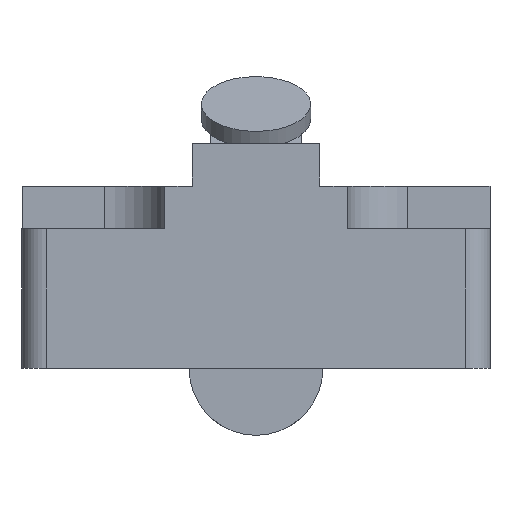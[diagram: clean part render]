
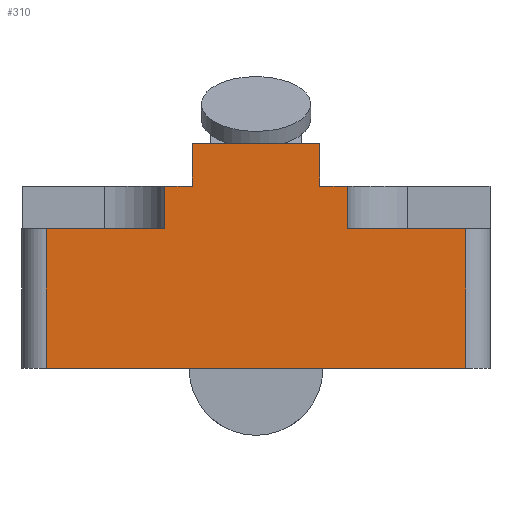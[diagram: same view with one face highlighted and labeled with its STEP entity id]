
A CAD part, left-side view. The second image highlights one B-rep face of the part: STEP entity #310.
In plain terms, the highlighted planar face has unit normal (-1, 0, 0).
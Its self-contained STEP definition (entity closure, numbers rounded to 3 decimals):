
#310 = ADVANCED_FACE( '', ( #432 ), #433, .F. );
#432 = FACE_OUTER_BOUND( '', #685, .T. );
#433 = PLANE( '', #686 );
#685 = EDGE_LOOP( '', ( #1081, #1082, #1083, #1084, #1085, #1086, #1087, #1088, #1089, #1090, #1091, #1092 ) );
#686 = AXIS2_PLACEMENT_3D( '', #1093, #1094, #1095 );
#1081 = ORIENTED_EDGE( '', *, *, #1446, .F. );
#1082 = ORIENTED_EDGE( '', *, *, #1460, .T. );
#1083 = ORIENTED_EDGE( '', *, *, #1533, .T. );
#1084 = ORIENTED_EDGE( '', *, *, #1534, .T. );
#1085 = ORIENTED_EDGE( '', *, *, #1527, .F. );
#1086 = ORIENTED_EDGE( '', *, *, #1535, .F. );
#1087 = ORIENTED_EDGE( '', *, *, #1522, .F. );
#1088 = ORIENTED_EDGE( '', *, *, #1536, .T. );
#1089 = ORIENTED_EDGE( '', *, *, #1431, .T. );
#1090 = ORIENTED_EDGE( '', *, *, #1537, .F. );
#1091 = ORIENTED_EDGE( '', *, *, #1412, .F. );
#1092 = ORIENTED_EDGE( '', *, *, #1538, .T. );
#1093 = CARTESIAN_POINT( '', ( -65., 38.5, 23. ) );
#1094 = DIRECTION( '', ( 1., 0., 0. ) );
#1095 = DIRECTION( '', ( 0., 1., 0. ) );
#1412 = EDGE_CURVE( '', #1607, #1609, #1610, .T. );
#1431 = EDGE_CURVE( '', #1644, #1642, #1645, .T. );
#1446 = EDGE_CURVE( '', #1669, #1671, #1672, .T. );
#1460 = EDGE_CURVE( '', #1669, #1695, #1697, .T. );
#1522 = EDGE_CURVE( '', #1792, #1794, #1795, .T. );
#1527 = EDGE_CURVE( '', #1802, #1803, #1804, .T. );
#1533 = EDGE_CURVE( '', #1695, #1814, #1815, .T. );
#1534 = EDGE_CURVE( '', #1814, #1803, #1816, .F. );
#1535 = EDGE_CURVE( '', #1794, #1802, #1817, .T. );
#1536 = EDGE_CURVE( '', #1792, #1644, #1818, .T. );
#1537 = EDGE_CURVE( '', #1609, #1642, #1819, .T. );
#1538 = EDGE_CURVE( '', #1607, #1671, #1820, .T. );
#1607 = VERTEX_POINT( '', #1924 );
#1609 = VERTEX_POINT( '', #1927 );
#1610 = LINE( '', #1928, #1929 );
#1642 = VERTEX_POINT( '', #1977 );
#1644 = VERTEX_POINT( '', #1980 );
#1645 = LINE( '', #1981, #1982 );
#1669 = VERTEX_POINT( '', #2016 );
#1671 = VERTEX_POINT( '', #2018 );
#1672 = LINE( '', #2019, #2020 );
#1695 = VERTEX_POINT( '', #2072 );
#1697 = LINE( '', #2074, #2075 );
#1792 = VERTEX_POINT( '', #2225 );
#1794 = VERTEX_POINT( '', #2228 );
#1795 = LINE( '', #2229, #2230 );
#1802 = VERTEX_POINT( '', #2240 );
#1803 = VERTEX_POINT( '', #2241 );
#1804 = LINE( '', #2242, #2243 );
#1814 = VERTEX_POINT( '', #2256 );
#1815 = LINE( '', #2257, #2258 );
#1816 = LINE( '', #2259, #2260 );
#1817 = LINE( '', #2261, #2262 );
#1818 = LINE( '', #2263, #2264 );
#1819 = LINE( '', #2265, #2266 );
#1820 = LINE( '', #2267, #2268 );
#1924 = CARTESIAN_POINT( '', ( -65., 15., 30. ) );
#1927 = CARTESIAN_POINT( '', ( -65., 10.5, 30. ) );
#1928 = CARTESIAN_POINT( '', ( -65., 15., 30. ) );
#1929 = VECTOR( '', #2489, 1000. );
#1977 = CARTESIAN_POINT( '', ( -65., 10.5, 37. ) );
#1980 = CARTESIAN_POINT( '', ( -65., -10.5, 37. ) );
#1981 = CARTESIAN_POINT( '', ( -65., -10.5, 37. ) );
#1982 = VECTOR( '', #2510, 1000. );
#2016 = CARTESIAN_POINT( '', ( -65., 34.5, 23. ) );
#2018 = CARTESIAN_POINT( '', ( -65., 15., 23. ) );
#2019 = CARTESIAN_POINT( '', ( -65., 38.5, 23. ) );
#2020 = VECTOR( '', #2533, 1000. );
#2072 = CARTESIAN_POINT( '', ( -65., 34.5, 0. ) );
#2074 = CARTESIAN_POINT( '', ( -65., 34.5, 23. ) );
#2075 = VECTOR( '', #2550, 1000. );
#2225 = CARTESIAN_POINT( '', ( -65., -10.5, 30. ) );
#2228 = CARTESIAN_POINT( '', ( -65., -15., 30. ) );
#2229 = CARTESIAN_POINT( '', ( -65., 15., 30. ) );
#2230 = VECTOR( '', #2657, 1000. );
#2240 = CARTESIAN_POINT( '', ( -65., -15., 23. ) );
#2241 = CARTESIAN_POINT( '', ( -65., -34.5, 23. ) );
#2242 = CARTESIAN_POINT( '', ( -65., 38.5, 23. ) );
#2243 = VECTOR( '', #2664, 1000. );
#2256 = CARTESIAN_POINT( '', ( -65., -34.5, 0. ) );
#2257 = CARTESIAN_POINT( '', ( -65., 38.5, 0. ) );
#2258 = VECTOR( '', #2674, 1000. );
#2259 = CARTESIAN_POINT( '', ( -65., -34.5, 23. ) );
#2260 = VECTOR( '', #2675, 1000. );
#2261 = CARTESIAN_POINT( '', ( -65., -15., 30. ) );
#2262 = VECTOR( '', #2676, 1000. );
#2263 = CARTESIAN_POINT( '', ( -65., -10.5, 37. ) );
#2264 = VECTOR( '', #2677, 1000. );
#2265 = CARTESIAN_POINT( '', ( -65., 10.5, 37. ) );
#2266 = VECTOR( '', #2678, 1000. );
#2267 = CARTESIAN_POINT( '', ( -65., 15., 30. ) );
#2268 = VECTOR( '', #2679, 1000. );
#2489 = DIRECTION( '', ( 0., -1., 0. ) );
#2510 = DIRECTION( '', ( 0., 1., 0. ) );
#2533 = DIRECTION( '', ( 0., -1., 0. ) );
#2550 = DIRECTION( '', ( 0., 0., -1. ) );
#2657 = DIRECTION( '', ( 0., -1., 0. ) );
#2664 = DIRECTION( '', ( 0., -1., 0. ) );
#2674 = DIRECTION( '', ( 0., -1., 0. ) );
#2675 = DIRECTION( '', ( 0., 0., -1. ) );
#2676 = DIRECTION( '', ( 0., 0., -1. ) );
#2677 = DIRECTION( '', ( 0., 0., 1. ) );
#2678 = DIRECTION( '', ( 0., 0., 1. ) );
#2679 = DIRECTION( '', ( 0., 0., -1. ) );
